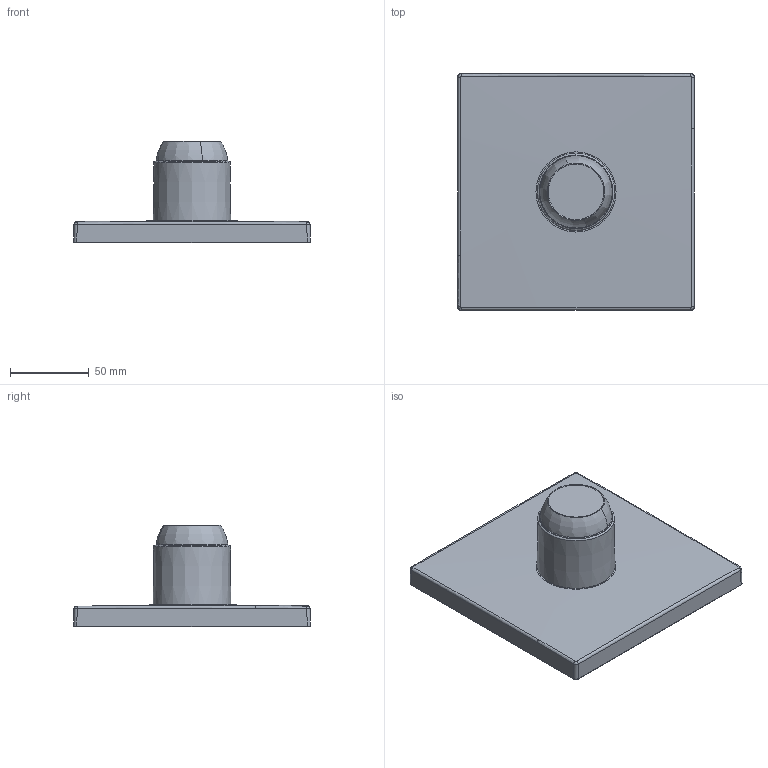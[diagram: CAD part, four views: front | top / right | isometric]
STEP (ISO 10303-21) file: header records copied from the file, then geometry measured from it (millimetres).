
FILE_DESCRIPTION (( 'STEP AP203' ), '1' );
FILE_NAME ('40559173.STEP', '2017-03-09T05:52:45', ( '' ), ( '' ), 'SwSTEP 2.0', 'SolidWorks 2016', '' );
FILE_SCHEMA (( 'CONFIG_CONTROL_DESIGN' ));
Length unit declared in the file: millimetre
Products named in the file (1): 40559173
Bounding box: 149.98 x 149.98 x 64.6 mm (x, y, z)
Volume: 395607.4 mm3; surface area: 59292.9 mm2
Topology: 1 solids, 1 shells, 39 faces, 83 edges, 49 vertices
Faces by surface type: bspline 17, plane 8, cylinder 8, torus 4, cone 1, sphere 1
Entity records: 2456 total; most frequent: CARTESIAN_POINT 1724, ORIENTED_EDGE 160, EDGE_CURVE 80, DIRECTION 74, B_SPLINE_CURVE_WITH_KNOTS 60, VERTEX_POINT 48, EDGE_LOOP 44, FACE_OUTER_BOUND 41
